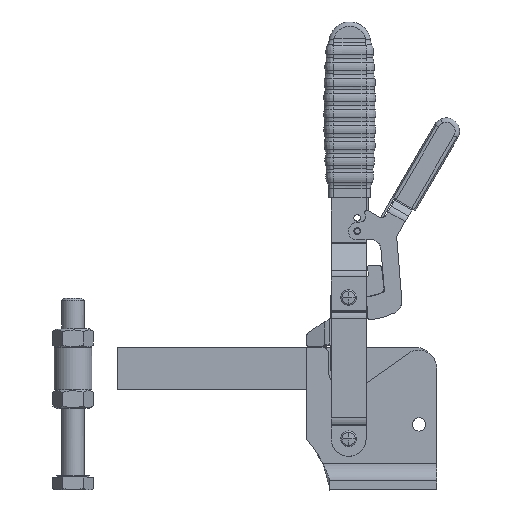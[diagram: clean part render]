
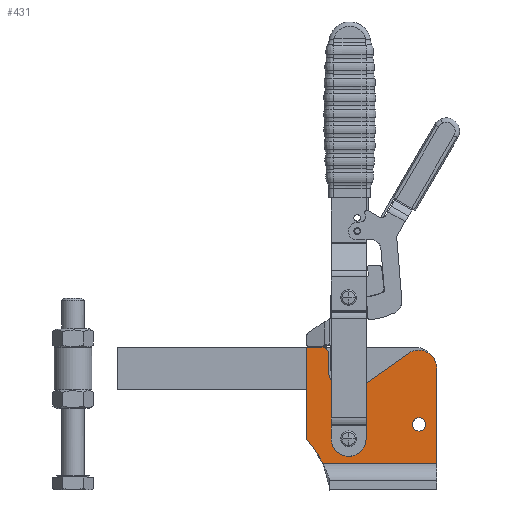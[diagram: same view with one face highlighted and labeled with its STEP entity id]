
A CAD part, top view. The second image highlights one B-rep face of the part: STEP entity #431.
In plain terms, the highlighted planar face has unit normal (0, 0, 1).
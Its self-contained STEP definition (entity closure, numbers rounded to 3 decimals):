
#48=AXIS2_PLACEMENT_3D('Circle Axis2P3D',#46,#47,$) ;
#232=AXIS2_PLACEMENT_3D('Circle Axis2P3D',#230,#231,$) ;
#245=AXIS2_PLACEMENT_3D('Plane Axis2P3D',#242,#243,#244) ;
#294=AXIS2_PLACEMENT_3D('Circle Axis2P3D',#292,#293,$) ;
#348=AXIS2_PLACEMENT_3D('Circle Axis2P3D',#346,#347,$) ;
#41=CARTESIAN_POINT('Vertex',(-2.91,39.36,4.)) ;
#46=CARTESIAN_POINT('Axis2P3D Location',(0.09,39.36,4.)) ;
#50=CARTESIAN_POINT('Vertex',(3.09,39.36,4.)) ;
#230=CARTESIAN_POINT('Axis2P3D Location',(0.09,39.36,4.)) ;
#242=CARTESIAN_POINT('Axis2P3D Location',(-20.922,33.57,4.)) ;
#247=CARTESIAN_POINT('Line Origine',(-17.678,21.831,4.)) ;
#251=CARTESIAN_POINT('Vertex',(-43.405,21.831,4.)) ;
#253=CARTESIAN_POINT('Vertex',(8.05,21.831,4.)) ;
#256=CARTESIAN_POINT('Line Origine',(8.05,43.28,4.)) ;
#260=CARTESIAN_POINT('Vertex',(8.05,64.73,4.)) ;
#264=CARTESIAN_POINT('Control Point',(-4.742,71.371,4.)) ;
#265=CARTESIAN_POINT('Control Point',(-4.057,71.853,4.)) ;
#266=CARTESIAN_POINT('Control Point',(-3.31,72.247,4.)) ;
#267=CARTESIAN_POINT('Control Point',(-2.516,72.541,4.)) ;
#268=CARTESIAN_POINT('Control Point',(-0.869,72.919,4.)) ;
#269=CARTESIAN_POINT('Control Point',(0.819,72.867,4.)) ;
#270=CARTESIAN_POINT('Control Point',(1.655,72.731,4.)) ;
#271=CARTESIAN_POINT('Control Point',(3.273,72.248,4.)) ;
#272=CARTESIAN_POINT('Control Point',(4.716,71.37,4.)) ;
#273=CARTESIAN_POINT('Control Point',(5.377,70.84,4.)) ;
#274=CARTESIAN_POINT('Control Point',(6.546,69.621,4.)) ;
#275=CARTESIAN_POINT('Control Point',(7.368,68.146,4.)) ;
#276=CARTESIAN_POINT('Control Point',(7.682,67.359,4.)) ;
#277=CARTESIAN_POINT('Control Point',(7.939,66.349,4.)) ;
#278=CARTESIAN_POINT('Control Point',(8.032,65.319,4.)) ;
#279=CARTESIAN_POINT('Control Point',(8.044,65.122,4.)) ;
#280=CARTESIAN_POINT('Control Point',(8.05,64.926,4.)) ;
#281=CARTESIAN_POINT('Control Point',(8.05,64.73,4.)) ;
#282=CARTESIAN_POINT('Vertex',(-4.742,71.371,4.)) ;
#285=CARTESIAN_POINT('Line Origine',(-15.632,63.71,4.)) ;
#289=CARTESIAN_POINT('Vertex',(-26.521,56.049,4.)) ;
#292=CARTESIAN_POINT('Axis2P3D Location',(-31.7,63.41,4.)) ;
#296=CARTESIAN_POINT('Vertex',(-40.7,63.41,4.)) ;
#299=CARTESIAN_POINT('Line Origine',(-40.7,67.26,4.)) ;
#303=CARTESIAN_POINT('Vertex',(-40.7,71.11,4.)) ;
#307=CARTESIAN_POINT('Control Point',(-41.579,73.231,4.)) ;
#308=CARTESIAN_POINT('Control Point',(-41.339,72.991,4.)) ;
#309=CARTESIAN_POINT('Control Point',(-41.133,72.717,4.)) ;
#310=CARTESIAN_POINT('Control Point',(-40.967,72.416,4.)) ;
#311=CARTESIAN_POINT('Control Point',(-40.799,71.971,4.)) ;
#312=CARTESIAN_POINT('Control Point',(-40.722,71.505,4.)) ;
#313=CARTESIAN_POINT('Control Point',(-40.707,71.373,4.)) ;
#314=CARTESIAN_POINT('Control Point',(-40.7,71.242,4.)) ;
#315=CARTESIAN_POINT('Control Point',(-40.7,71.11,4.)) ;
#316=CARTESIAN_POINT('Vertex',(-41.579,73.231,4.)) ;
#320=CARTESIAN_POINT('Control Point',(-43.7,74.11,4.)) ;
#321=CARTESIAN_POINT('Control Point',(-43.361,74.11,4.)) ;
#322=CARTESIAN_POINT('Control Point',(-43.021,74.062,4.)) ;
#323=CARTESIAN_POINT('Control Point',(-42.691,73.966,4.)) ;
#324=CARTESIAN_POINT('Control Point',(-42.257,73.77,4.)) ;
#325=CARTESIAN_POINT('Control Point',(-41.874,73.495,4.)) ;
#326=CARTESIAN_POINT('Control Point',(-41.77,73.412,4.)) ;
#327=CARTESIAN_POINT('Control Point',(-41.672,73.324,4.)) ;
#328=CARTESIAN_POINT('Control Point',(-41.579,73.231,4.)) ;
#329=CARTESIAN_POINT('Vertex',(-43.7,74.11,4.)) ;
#332=CARTESIAN_POINT('Line Origine',(-47.235,74.11,4.)) ;
#336=CARTESIAN_POINT('Vertex',(-50.77,74.11,4.)) ;
#339=CARTESIAN_POINT('Line Origine',(-50.77,53.305,4.)) ;
#343=CARTESIAN_POINT('Vertex',(-50.77,32.5,4.)) ;
#346=CARTESIAN_POINT('Axis2P3D Location',(-76.23,7.048,4.)) ;
#365=CARTESIAN_POINT('Control Point',(-26.114,27.284,4.)) ;
#366=CARTESIAN_POINT('Control Point',(-25.53,27.868,4.)) ;
#367=CARTESIAN_POINT('Control Point',(-25.022,28.529,4.)) ;
#368=CARTESIAN_POINT('Control Point',(-24.604,29.252,4.)) ;
#369=CARTESIAN_POINT('Control Point',(-24.125,30.409,4.)) ;
#370=CARTESIAN_POINT('Control Point',(-23.882,31.628,4.)) ;
#371=CARTESIAN_POINT('Control Point',(-23.827,32.04,4.)) ;
#372=CARTESIAN_POINT('Control Point',(-23.8,32.455,4.)) ;
#373=CARTESIAN_POINT('Control Point',(-23.8,32.87,4.)) ;
#374=CARTESIAN_POINT('Vertex',(-26.114,27.284,4.)) ;
#376=CARTESIAN_POINT('Vertex',(-23.8,32.87,4.)) ;
#380=CARTESIAN_POINT('Control Point',(-39.6,32.87,4.)) ;
#381=CARTESIAN_POINT('Control Point',(-39.6,32.044,4.)) ;
#382=CARTESIAN_POINT('Control Point',(-39.492,31.218,4.)) ;
#383=CARTESIAN_POINT('Control Point',(-39.276,30.41,4.)) ;
#384=CARTESIAN_POINT('Control Point',(-38.638,28.871,4.)) ;
#385=CARTESIAN_POINT('Control Point',(-37.626,27.547,4.)) ;
#386=CARTESIAN_POINT('Control Point',(-37.035,26.956,4.)) ;
#387=CARTESIAN_POINT('Control Point',(-35.714,25.941,4.)) ;
#388=CARTESIAN_POINT('Control Point',(-34.176,25.299,4.)) ;
#389=CARTESIAN_POINT('Control Point',(-33.369,25.082,4.)) ;
#390=CARTESIAN_POINT('Control Point',(-31.717,24.862,4.)) ;
#391=CARTESIAN_POINT('Control Point',(-30.064,25.075,4.)) ;
#392=CARTESIAN_POINT('Control Point',(-29.256,25.289,4.)) ;
#393=CARTESIAN_POINT('Control Point',(-28.096,25.767,4.)) ;
#394=CARTESIAN_POINT('Control Point',(-27.058,26.457,4.)) ;
#395=CARTESIAN_POINT('Control Point',(-26.725,26.712,4.)) ;
#396=CARTESIAN_POINT('Control Point',(-26.409,26.988,4.)) ;
#397=CARTESIAN_POINT('Control Point',(-26.114,27.284,4.)) ;
#398=CARTESIAN_POINT('Vertex',(-39.6,32.87,4.)) ;
#401=CARTESIAN_POINT('Line Origine',(-39.6,35.786,4.)) ;
#405=CARTESIAN_POINT('Vertex',(-39.6,38.702,4.)) ;
#408=CARTESIAN_POINT('Line Origine',(-31.7,38.702,4.)) ;
#412=CARTESIAN_POINT('Vertex',(-23.8,38.702,4.)) ;
#415=CARTESIAN_POINT('Line Origine',(-23.8,35.786,4.)) ;
#47=DIRECTION('Axis2P3D Direction',(0.,0.,1.)) ;
#231=DIRECTION('Axis2P3D Direction',(0.,0.,1.)) ;
#243=DIRECTION('Axis2P3D Direction',(0.,0.,1.)) ;
#244=DIRECTION('Axis2P3D XDirection',(1.,0.,0.)) ;
#248=DIRECTION('Vector Direction',(1.,0.,0.)) ;
#257=DIRECTION('Vector Direction',(0.,-1.,0.)) ;
#286=DIRECTION('Vector Direction',(0.818,0.575,0.)) ;
#293=DIRECTION('Axis2P3D Direction',(0.,0.,1.)) ;
#300=DIRECTION('Vector Direction',(0.,-1.,0.)) ;
#333=DIRECTION('Vector Direction',(1.,0.,0.)) ;
#340=DIRECTION('Vector Direction',(0.,1.,0.)) ;
#347=DIRECTION('Axis2P3D Direction',(0.,0.,1.)) ;
#402=DIRECTION('Vector Direction',(0.,1.,0.)) ;
#409=DIRECTION('Vector Direction',(1.,0.,0.)) ;
#416=DIRECTION('Vector Direction',(0.,1.,0.)) ;
#249=VECTOR('Line Direction',#248,1.) ;
#258=VECTOR('Line Direction',#257,1.) ;
#287=VECTOR('Line Direction',#286,1.) ;
#301=VECTOR('Line Direction',#300,1.) ;
#334=VECTOR('Line Direction',#333,1.) ;
#341=VECTOR('Line Direction',#340,1.) ;
#403=VECTOR('Line Direction',#402,1.) ;
#410=VECTOR('Line Direction',#409,1.) ;
#417=VECTOR('Line Direction',#416,1.) ;
#352=ORIENTED_EDGE('',*,*,#255,.T.) ;
#353=ORIENTED_EDGE('',*,*,#262,.F.) ;
#354=ORIENTED_EDGE('',*,*,#284,.F.) ;
#355=ORIENTED_EDGE('',*,*,#291,.F.) ;
#356=ORIENTED_EDGE('',*,*,#298,.F.) ;
#357=ORIENTED_EDGE('',*,*,#305,.F.) ;
#358=ORIENTED_EDGE('',*,*,#318,.F.) ;
#359=ORIENTED_EDGE('',*,*,#331,.F.) ;
#360=ORIENTED_EDGE('',*,*,#338,.F.) ;
#361=ORIENTED_EDGE('',*,*,#345,.F.) ;
#362=ORIENTED_EDGE('',*,*,#350,.F.) ;
#421=ORIENTED_EDGE('',*,*,#378,.F.) ;
#422=ORIENTED_EDGE('',*,*,#400,.F.) ;
#423=ORIENTED_EDGE('',*,*,#407,.T.) ;
#424=ORIENTED_EDGE('',*,*,#414,.T.) ;
#425=ORIENTED_EDGE('',*,*,#419,.F.) ;
#428=ORIENTED_EDGE('',*,*,#52,.T.) ;
#429=ORIENTED_EDGE('',*,*,#234,.T.) ;
#426=FACE_BOUND('',#420,.T.) ;
#430=FACE_BOUND('',#427,.T.) ;
#431=ADVANCED_FACE('VERTIKALSPANNER_TS_V_360_WB_SL_357866',(#363,#426,#430),#246,.T.) ;
#263=B_SPLINE_CURVE_WITH_KNOTS('',5,(#264,#265,#266,#267,#268,#269,#270,#271,#272,#273,#274,#275,#276,#277,#278,#279,#280,#281),.UNSPECIFIED.,.F.,.U.,(6,3,3,3,3,6),(0.,5.923,11.845,17.768,23.691,25.078),.UNSPECIFIED.) ;
#306=B_SPLINE_CURVE_WITH_KNOTS('',5,(#307,#308,#309,#310,#311,#312,#313,#314,#315),.UNSPECIFIED.,.F.,.U.,(6,3,6),(0.,2.4,3.331),.UNSPECIFIED.) ;
#319=B_SPLINE_CURVE_WITH_KNOTS('',5,(#320,#321,#322,#323,#324,#325,#326,#327,#328),.UNSPECIFIED.,.F.,.U.,(6,3,6),(0.,2.4,3.331),.UNSPECIFIED.) ;
#364=B_SPLINE_CURVE_WITH_KNOTS('',5,(#365,#366,#367,#368,#369,#370,#371,#372,#373),.UNSPECIFIED.,.F.,.U.,(6,3,6),(0.,5.842,8.775),.UNSPECIFIED.) ;
#379=B_SPLINE_CURVE_WITH_KNOTS('',5,(#380,#381,#382,#383,#384,#385,#386,#387,#388,#389,#390,#391,#392,#393,#394,#395,#396,#397),.UNSPECIFIED.,.F.,.U.,(6,3,3,3,3,6),(0.,5.842,11.684,17.526,23.367,26.324),.UNSPECIFIED.) ;
#49=CIRCLE('generated circle',#48,3.) ;
#233=CIRCLE('generated circle',#232,3.) ;
#295=CIRCLE('generated circle',#294,9.) ;
#349=CIRCLE('generated circle',#348,36.) ;
#52=EDGE_CURVE('',#51,#42,#49,.F.) ;
#234=EDGE_CURVE('',#42,#51,#233,.F.) ;
#255=EDGE_CURVE('',#252,#254,#250,.T.) ;
#262=EDGE_CURVE('',#261,#254,#259,.T.) ;
#284=EDGE_CURVE('',#283,#261,#263,.T.) ;
#291=EDGE_CURVE('',#290,#283,#288,.T.) ;
#298=EDGE_CURVE('',#297,#290,#295,.T.) ;
#305=EDGE_CURVE('',#304,#297,#302,.T.) ;
#318=EDGE_CURVE('',#317,#304,#306,.T.) ;
#331=EDGE_CURVE('',#330,#317,#319,.T.) ;
#338=EDGE_CURVE('',#337,#330,#335,.T.) ;
#345=EDGE_CURVE('',#344,#337,#342,.T.) ;
#350=EDGE_CURVE('',#252,#344,#349,.T.) ;
#378=EDGE_CURVE('',#375,#377,#364,.T.) ;
#400=EDGE_CURVE('',#399,#375,#379,.T.) ;
#407=EDGE_CURVE('',#399,#406,#404,.T.) ;
#414=EDGE_CURVE('',#406,#413,#411,.T.) ;
#419=EDGE_CURVE('',#377,#413,#418,.T.) ;
#351=EDGE_LOOP('',(#352,#353,#354,#355,#356,#357,#358,#359,#360,#361,#362)) ;
#420=EDGE_LOOP('',(#421,#422,#423,#424,#425)) ;
#427=EDGE_LOOP('',(#428,#429)) ;
#363=FACE_OUTER_BOUND('',#351,.T.) ;
#250=LINE('Line',#247,#249) ;
#259=LINE('Line',#256,#258) ;
#288=LINE('Line',#285,#287) ;
#302=LINE('Line',#299,#301) ;
#335=LINE('Line',#332,#334) ;
#342=LINE('Line',#339,#341) ;
#404=LINE('Line',#401,#403) ;
#411=LINE('Line',#408,#410) ;
#418=LINE('Line',#415,#417) ;
#246=PLANE('Plane',#245) ;
#42=VERTEX_POINT('',#41) ;
#51=VERTEX_POINT('',#50) ;
#252=VERTEX_POINT('',#251) ;
#254=VERTEX_POINT('',#253) ;
#261=VERTEX_POINT('',#260) ;
#283=VERTEX_POINT('',#282) ;
#290=VERTEX_POINT('',#289) ;
#297=VERTEX_POINT('',#296) ;
#304=VERTEX_POINT('',#303) ;
#317=VERTEX_POINT('',#316) ;
#330=VERTEX_POINT('',#329) ;
#337=VERTEX_POINT('',#336) ;
#344=VERTEX_POINT('',#343) ;
#375=VERTEX_POINT('',#374) ;
#377=VERTEX_POINT('',#376) ;
#399=VERTEX_POINT('',#398) ;
#406=VERTEX_POINT('',#405) ;
#413=VERTEX_POINT('',#412) ;
